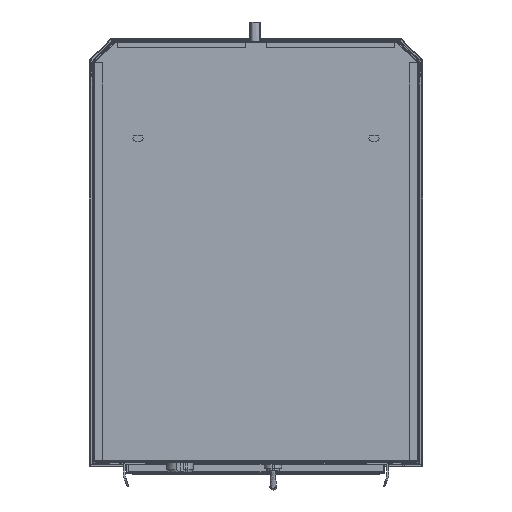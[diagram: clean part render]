
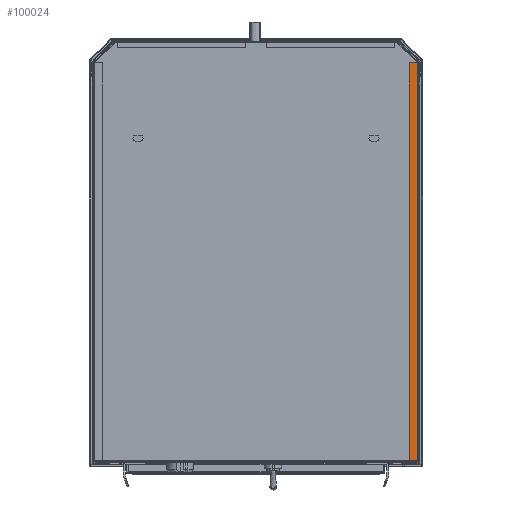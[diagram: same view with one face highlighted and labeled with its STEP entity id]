
A CAD part, front view. The second image highlights one B-rep face of the part: STEP entity #100024.
In plain terms, the highlighted free-form (B-spline) face has degree [1, 1] with [2, 2] control points.
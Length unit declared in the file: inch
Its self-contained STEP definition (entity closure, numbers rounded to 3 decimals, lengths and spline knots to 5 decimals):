
#99974=CARTESIAN_POINT('V4599',(20.21484,8.08844,
   -1.28419));
#99975=VERTEX_POINT('V4599',#99974);
#99982=CARTESIAN_POINT('V4600',(20.21484,8.08844,
   -15.45419));
#99983=VERTEX_POINT('V4600',#99982);
#99989=CARTESIAN_POINT('E6958',(20.21484,8.08844,
   -15.45419));
#99990=CARTESIAN_POINT('E6958',(20.21484,8.08844,
   -1.28419));
#99991=QUASI_UNIFORM_CURVE('E6958',1,(#99989,#99990),.POLYLINE_FORM.,
   .F.,.U.);
#99992=EDGE_CURVE('E6958',#99983,#99975,#99991,.T.);
#99997=CARTESIAN_POINT('F2468',(20.21366,8.08844,
   -1.28301));
#99998=CARTESIAN_POINT('F2468',(20.54302,8.08844,
   -1.28301));
#99999=CARTESIAN_POINT('F2468',(20.21366,8.08844,
   -15.45537));
#100000=CARTESIAN_POINT('F2468',(20.54302,
   8.08844,-15.45537));
#100001=B_SPLINE_SURFACE_WITH_KNOTS('F2468',1,1,((#99997,#99999),(
   #99998,#100000)),.PLANE_SURF.,.F.,.F.,.U.,(2,2),(2,2),(0.0,1.0),
   (0.0,43.02972),.UNSPECIFIED.);
#100002=ORIENTED_EDGE('F2603',*,*,#99992,.F.);
#100003=CARTESIAN_POINT('V4601',(20.54184,
   8.08844,-15.45419));
#100004=VERTEX_POINT('V4601',#100003);
#100005=CARTESIAN_POINT('E6959',(20.54184,
   8.08844,-15.45419));
#100006=CARTESIAN_POINT('E6959',(20.21484,
   8.08844,-15.45419));
#100007=QUASI_UNIFORM_CURVE('E6959',1,(#100005,#100006),
   .POLYLINE_FORM.,.F.,.U.);
#100008=EDGE_CURVE('E6959',#100004,#99983,#100007,.T.);
#100009=ORIENTED_EDGE('E6959',*,*,#100008,.F.);
#100010=CARTESIAN_POINT('V4598',(20.54184,
   8.08844,-1.28419));
#100011=VERTEX_POINT('V4598',#100010);
#100012=CARTESIAN_POINT('E6960',(20.54184,
   8.08844,-1.28419));
#100013=CARTESIAN_POINT('E6960',(20.54184,
   8.08844,-15.45419));
#100014=QUASI_UNIFORM_CURVE('E6960',1,(#100012,#100013),
   .POLYLINE_FORM.,.F.,.U.);
#100015=EDGE_CURVE('E6960',#100011,#100004,#100014,.T.);
#100016=ORIENTED_EDGE('E6960',*,*,#100015,.F.);
#100017=CARTESIAN_POINT('E6957',(20.21484,
   8.08844,-1.28419));
#100018=CARTESIAN_POINT('E6957',(20.54184,
   8.08844,-1.28419));
#100019=QUASI_UNIFORM_CURVE('E6957',1,(#100017,#100018),
   .POLYLINE_FORM.,.F.,.U.);
#100020=EDGE_CURVE('E6957',#99975,#100011,#100019,.T.);
#100021=ORIENTED_EDGE('E6957',*,*,#100020,.F.);
#100022=EDGE_LOOP('F2468',(#100002,#100009,#100016,#100021));
#100023=FACE_OUTER_BOUND('F2468',#100022,.T.);
#100024=ADVANCED_FACE('F2468',(#100023),#100001,.F.);
